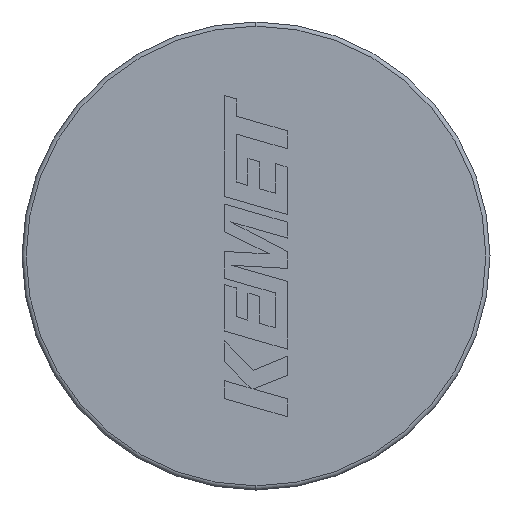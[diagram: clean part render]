
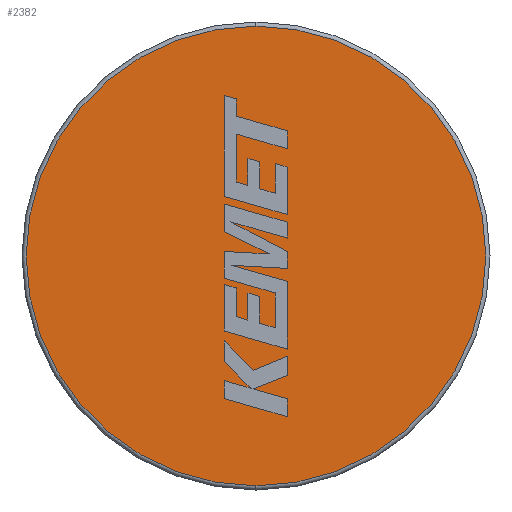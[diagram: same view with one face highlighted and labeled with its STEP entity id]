
A CAD part, left-side view. The second image highlights one B-rep face of the part: STEP entity #2382.
In plain terms, the highlighted planar face has unit normal (-1, 0, 0).
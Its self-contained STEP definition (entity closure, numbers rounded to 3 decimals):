
#13 = EDGE_LOOP ( 'NONE', ( #1721, #2496 ) ) ;
#17 = DIRECTION ( 'NONE',  ( -1., 0., 0. ) ) ;
#81 = CIRCLE ( 'NONE', #3345, 11.05 ) ;
#224 = DIRECTION ( 'NONE',  ( -1., 0., 0. ) ) ;
#302 = EDGE_CURVE ( 'NONE', #677, #778, #81, .T. ) ;
#345 = DIRECTION ( 'NONE',  ( 1., 0., 0. ) ) ;
#367 = CARTESIAN_POINT ( 'NONE',  ( 0., 0., 0. ) ) ;
#677 = VERTEX_POINT ( 'NONE', #1272 ) ;
#778 = VERTEX_POINT ( 'NONE', #1330 ) ;
#815 = FACE_OUTER_BOUND ( 'NONE', #13, .T. ) ;
#1272 = CARTESIAN_POINT ( 'NONE',  ( 0., 0., -11.05 ) ) ;
#1278 = EDGE_CURVE ( 'NONE', #778, #677, #1951, .T. ) ;
#1324 = CARTESIAN_POINT ( 'NONE',  ( 0., 0., 0. ) ) ;
#1330 = CARTESIAN_POINT ( 'NONE',  ( 0., 0., 11.05 ) ) ;
#1721 = ORIENTED_EDGE ( 'NONE', *, *, #302, .T. ) ;
#1951 = CIRCLE ( 'NONE', #2203, 11.05 ) ;
#2203 = AXIS2_PLACEMENT_3D ( 'NONE', #2605, #224, #3383 ) ;
#2382 = ADVANCED_FACE ( 'NONE', ( #815 ), #3229, .F. ) ;
#2450 = DIRECTION ( 'NONE',  ( 0., 0., -1. ) ) ;
#2496 = ORIENTED_EDGE ( 'NONE', *, *, #1278, .T. ) ;
#2605 = CARTESIAN_POINT ( 'NONE',  ( 0., 0., 0. ) ) ;
#2636 = DIRECTION ( 'NONE',  ( 0., 0., -1. ) ) ;
#2775 = AXIS2_PLACEMENT_3D ( 'NONE', #367, #345, #2450 ) ;
#3229 = PLANE ( 'NONE',  #2775 ) ;
#3345 = AXIS2_PLACEMENT_3D ( 'NONE', #1324, #17, #2636 ) ;
#3383 = DIRECTION ( 'NONE',  ( 0., 0., -1. ) ) ;
